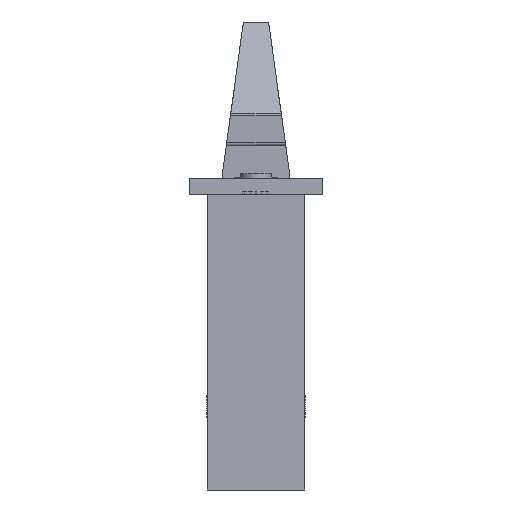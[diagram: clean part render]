
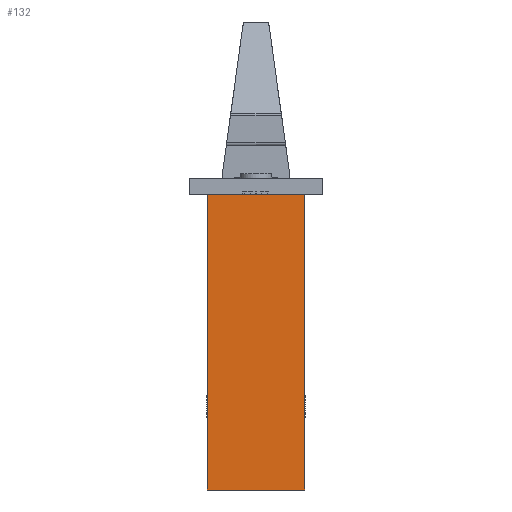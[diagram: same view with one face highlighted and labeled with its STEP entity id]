
A CAD part, front view. The second image highlights one B-rep face of the part: STEP entity #132.
In plain terms, the highlighted planar face has unit normal (0, -1, 0).
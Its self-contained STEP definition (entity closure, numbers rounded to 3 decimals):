
#129 = VERTEX_POINT ( 'NONE', #2691 ) ;
#132 = ADVANCED_FACE ( 'NONE', ( #10890 ), #5820, .F. ) ;
#244 = EDGE_CURVE ( 'NONE', #1731, #12494, #12458, .T. ) ;
#672 = LINE ( 'NONE', #9561, #1504 ) ;
#1352 = ORIENTED_EDGE ( 'NONE', *, *, #10898, .T. ) ;
#1504 = VECTOR ( 'NONE', #6409, 1000. ) ;
#1643 = AXIS2_PLACEMENT_3D ( 'NONE', #10278, #6921, #8020 ) ;
#1731 = VERTEX_POINT ( 'NONE', #7573 ) ;
#2125 = DIRECTION ( 'NONE',  ( 0., 0., 1. ) ) ;
#2691 = CARTESIAN_POINT ( 'NONE',  ( 8.75, 30., 0. ) ) ;
#2958 = CARTESIAN_POINT ( 'NONE',  ( -8.75, 30., -53. ) ) ;
#4088 = DIRECTION ( 'NONE',  ( -1., 0., 0. ) ) ;
#4846 = VECTOR ( 'NONE', #2125, 1000. ) ;
#5595 = VECTOR ( 'NONE', #4088, 1000. ) ;
#5820 = PLANE ( 'NONE',  #1643 ) ;
#6319 = CARTESIAN_POINT ( 'NONE',  ( -8.75, 30., 0. ) ) ;
#6409 = DIRECTION ( 'NONE',  ( -1., 0., 0. ) ) ;
#6921 = DIRECTION ( 'NONE',  ( 0., 1., 0. ) ) ;
#7573 = CARTESIAN_POINT ( 'NONE',  ( 8.75, 30., -53. ) ) ;
#7921 = ORIENTED_EDGE ( 'NONE', *, *, #12710, .T. ) ;
#8020 = DIRECTION ( 'NONE',  ( 0., 0., 1. ) ) ;
#8329 = VECTOR ( 'NONE', #9192, 1000. ) ;
#9019 = LINE ( 'NONE', #10519, #8329 ) ;
#9192 = DIRECTION ( 'NONE',  ( 0., 0., 1. ) ) ;
#9561 = CARTESIAN_POINT ( 'NONE',  ( -8.75, 30., 0. ) ) ;
#10232 = VERTEX_POINT ( 'NONE', #6319 ) ;
#10278 = CARTESIAN_POINT ( 'NONE',  ( -8.75, 30., -53. ) ) ;
#10516 = ORIENTED_EDGE ( 'NONE', *, *, #10742, .F. ) ;
#10519 = CARTESIAN_POINT ( 'NONE',  ( -8.75, 30., -53. ) ) ;
#10742 = EDGE_CURVE ( 'NONE', #12494, #10232, #9019, .T. ) ;
#10890 = FACE_OUTER_BOUND ( 'NONE', #11833, .T. ) ;
#10898 = EDGE_CURVE ( 'NONE', #129, #10232, #672, .T. ) ;
#11833 = EDGE_LOOP ( 'NONE', ( #1352, #10516, #11998, #7921 ) ) ;
#11846 = CARTESIAN_POINT ( 'NONE',  ( 8.75, 30., -53. ) ) ;
#11955 = CARTESIAN_POINT ( 'NONE',  ( -8.75, 30., -53. ) ) ;
#11998 = ORIENTED_EDGE ( 'NONE', *, *, #244, .F. ) ;
#12458 = LINE ( 'NONE', #2958, #5595 ) ;
#12494 = VERTEX_POINT ( 'NONE', #11955 ) ;
#12710 = EDGE_CURVE ( 'NONE', #1731, #129, #12711, .T. ) ;
#12711 = LINE ( 'NONE', #11846, #4846 ) ;
